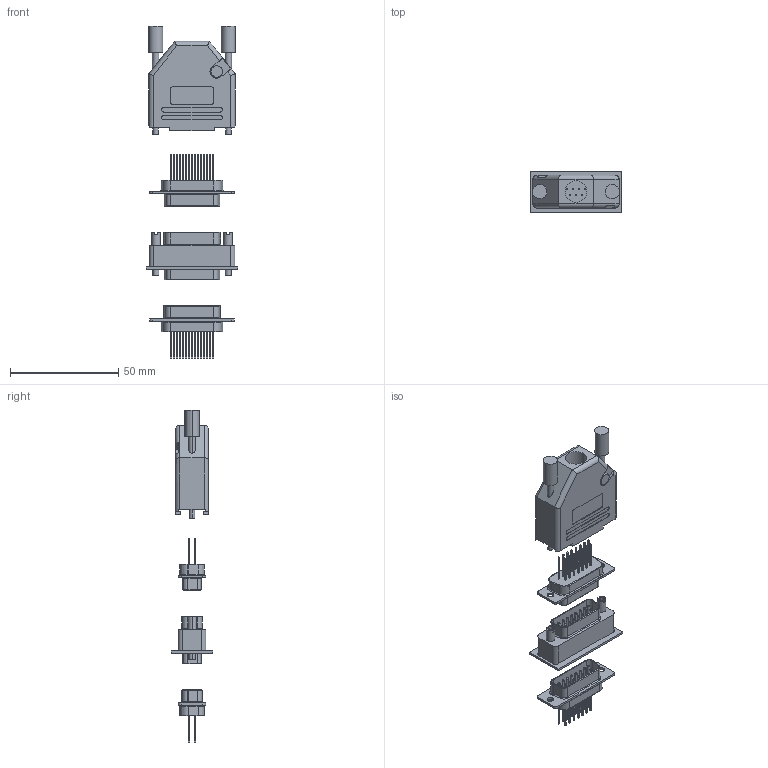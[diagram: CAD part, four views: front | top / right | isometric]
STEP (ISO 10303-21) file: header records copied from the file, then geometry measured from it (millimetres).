
FILE_DESCRIPTION (( 'STEP AP214' ), '1' );
FILE_NAME ('INGUN_116388.STEP', '2024-10-09T12:24:44', ( '' ), ( '' ), 'SwSTEP 2.0', 'SolidWorks 2021', '' );
FILE_SCHEMA (( 'AUTOMOTIVE_DESIGN' ));
Length unit declared in the file: millimetre
Products named in the file (6): 29625~0; 43449~0_S; 116379~0_S; 29630_1~0; INGUN_116388; 14746~0_S
Assembly tree (5 placements, depth 2):
  INGUN_116388
    116379~0_S
    43449~0_S
    29625~0
    29630_1~0
    14746~0_S
Bounding box: 42 x 19 x 153.2 mm (x, y, z)
Volume: 24188.7 mm3; surface area: 18998.5 mm2
Topology: 5 solids, 5 shells, 827 faces, 2012 edges, 1250 vertices
Faces by surface type: plane 343, cylinder 300, cone 64, torus 60, sphere 60
Entity records: 25324 total; most frequent: DIRECTION 4348, CARTESIAN_POINT 3949, ORIENTED_EDGE 3776, EDGE_CURVE 1888, AXIS2_PLACEMENT_3D 1637, VERTEX_POINT 1190, LINE 1074, VECTOR 1074
